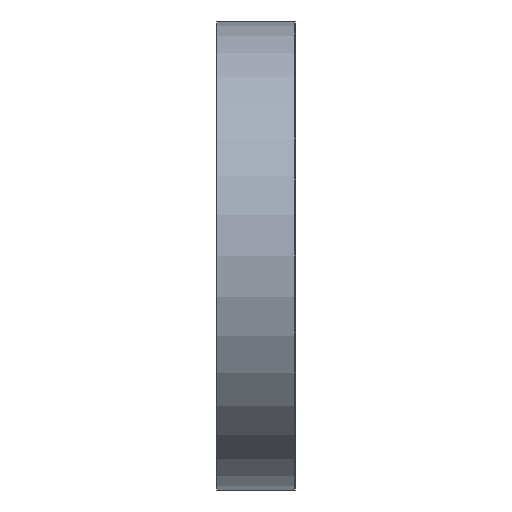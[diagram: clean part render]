
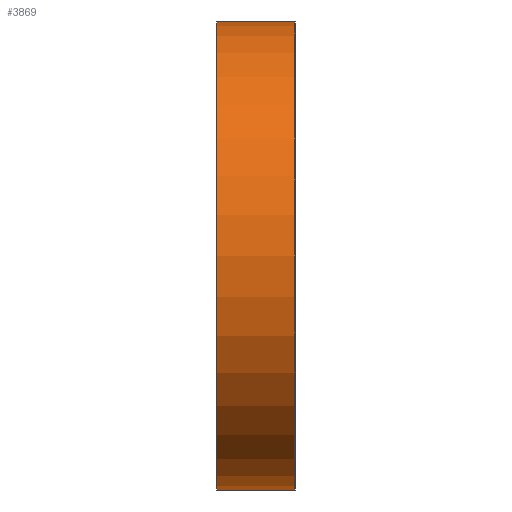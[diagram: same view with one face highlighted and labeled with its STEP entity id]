
A CAD part, left-side view. The second image highlights one B-rep face of the part: STEP entity #3869.
In plain terms, the highlighted cylindrical face has radius 38.1 mm (diameter 76.2 mm), a partial arc.
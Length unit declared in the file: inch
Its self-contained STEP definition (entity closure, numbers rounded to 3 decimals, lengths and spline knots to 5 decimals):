
#46 = CARTESIAN_POINT ( 'NONE',  ( -8.42506, 0., 1.5 ) ) ;
#58 = DIRECTION ( 'NONE',  ( 0., 1., 0. ) ) ;
#352 = ORIENTED_EDGE ( 'NONE', *, *, #16937, .F. ) ;
#1819 = DIRECTION ( 'NONE',  ( 0., -1., 0. ) ) ;
#2301 = CARTESIAN_POINT ( 'NONE',  ( -8.42506, 0., -1.5 ) ) ;
#3060 = LINE ( 'NONE', #17298, #16276 ) ;
#3604 = CYLINDRICAL_SURFACE ( 'NONE', #12575, 1.5 ) ;
#3722 = VECTOR ( 'NONE', #1819, 39.37008 ) ;
#3869 = ADVANCED_FACE ( 'NONE', ( #13332 ), #3604, .T. ) ;
#4272 = CARTESIAN_POINT ( 'NONE',  ( -8.42506, 0., 0. ) ) ;
#4359 = EDGE_CURVE ( 'NONE', #14403, #13345, #3060, .T. ) ;
#5092 = ORIENTED_EDGE ( 'NONE', *, *, #18827, .T. ) ;
#5567 = VERTEX_POINT ( 'NONE', #2301 ) ;
#6005 = DIRECTION ( 'NONE',  ( 0., 0., 1. ) ) ;
#6028 = EDGE_CURVE ( 'NONE', #17964, #5567, #22071, .T. ) ;
#6058 = CIRCLE ( 'NONE', #17799, 1.5 ) ;
#7082 = ORIENTED_EDGE ( 'NONE', *, *, #6028, .T. ) ;
#9946 = CARTESIAN_POINT ( 'NONE',  ( -8.42506, 0.5, -1.5 ) ) ;
#10296 = CARTESIAN_POINT ( 'NONE',  ( -8.42506, 0.5, 1.5 ) ) ;
#10378 = CARTESIAN_POINT ( 'NONE',  ( -8.42506, 0.5, 0. ) ) ;
#10934 = DIRECTION ( 'NONE',  ( 0., 0., -1. ) ) ;
#12100 = DIRECTION ( 'NONE',  ( 0., 0., 1. ) ) ;
#12575 = AXIS2_PLACEMENT_3D ( 'NONE', #12645, #16137, #10934 ) ;
#12645 = CARTESIAN_POINT ( 'NONE',  ( -8.42506, 0.5, 0. ) ) ;
#12715 = AXIS2_PLACEMENT_3D ( 'NONE', #10378, #58, #12100 ) ;
#13332 = FACE_OUTER_BOUND ( 'NONE', #15285, .T. ) ;
#13345 = VERTEX_POINT ( 'NONE', #46 ) ;
#13873 = CARTESIAN_POINT ( 'NONE',  ( -8.42506, 0.5, -1.5 ) ) ;
#14403 = VERTEX_POINT ( 'NONE', #10296 ) ;
#15285 = EDGE_LOOP ( 'NONE', ( #5092, #15799, #352, #7082 ) ) ;
#15799 = ORIENTED_EDGE ( 'NONE', *, *, #4359, .F. ) ;
#16137 = DIRECTION ( 'NONE',  ( 0., -1., 0. ) ) ;
#16276 = VECTOR ( 'NONE', #17379, 39.37008 ) ;
#16351 = DIRECTION ( 'NONE',  ( 0., 1., 0. ) ) ;
#16937 = EDGE_CURVE ( 'NONE', #17964, #14403, #19524, .T. ) ;
#17298 = CARTESIAN_POINT ( 'NONE',  ( -8.42506, 0.5, 1.5 ) ) ;
#17379 = DIRECTION ( 'NONE',  ( 0., -1., 0. ) ) ;
#17799 = AXIS2_PLACEMENT_3D ( 'NONE', #4272, #16351, #6005 ) ;
#17964 = VERTEX_POINT ( 'NONE', #9946 ) ;
#18827 = EDGE_CURVE ( 'NONE', #5567, #13345, #6058, .T. ) ;
#19524 = CIRCLE ( 'NONE', #12715, 1.5 ) ;
#22071 = LINE ( 'NONE', #13873, #3722 ) ;
